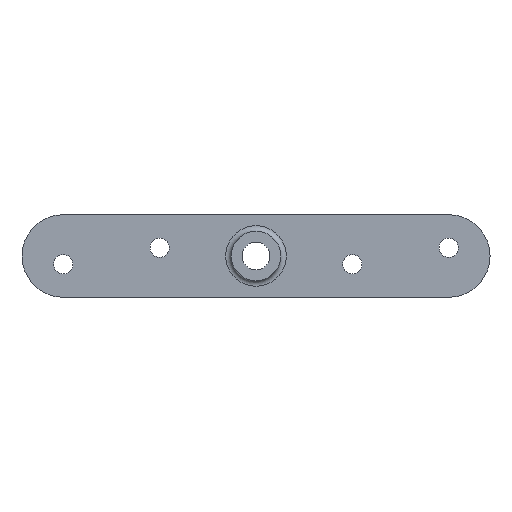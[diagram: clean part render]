
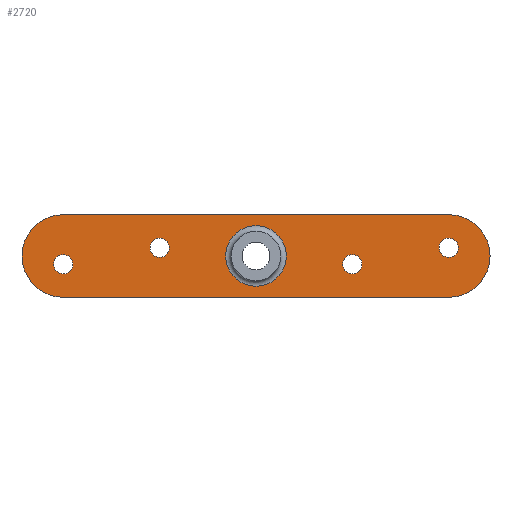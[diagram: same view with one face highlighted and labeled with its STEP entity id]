
A CAD part, top view. The second image highlights one B-rep face of the part: STEP entity #2720.
In plain terms, the highlighted planar face has unit normal (0, 0, 1).
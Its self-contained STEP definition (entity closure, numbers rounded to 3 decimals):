
#69=CIRCLE('',#2880,11.);
#71=CIRCLE('',#2884,15.);
#72=CIRCLE('',#2885,15.);
#73=CIRCLE('',#2886,3.5);
#74=CIRCLE('',#2887,3.5);
#75=CIRCLE('',#2888,3.5);
#76=CIRCLE('',#2889,3.5);
#77=CIRCLE('',#2890,3.5);
#78=CIRCLE('',#2891,3.5);
#79=CIRCLE('',#2892,3.5);
#80=CIRCLE('',#2893,3.5);
#104=FACE_BOUND('',#453,.T.);
#105=FACE_BOUND('',#454,.T.);
#106=FACE_BOUND('',#455,.T.);
#107=FACE_BOUND('',#456,.T.);
#108=FACE_BOUND('',#457,.T.);
#284=FACE_OUTER_BOUND('',#452,.T.);
#452=EDGE_LOOP('',(#2437,#2438,#2439,#2440));
#453=EDGE_LOOP('',(#2441,#2442));
#454=EDGE_LOOP('',(#2443,#2444));
#455=EDGE_LOOP('',(#2445,#2446));
#456=EDGE_LOOP('',(#2447,#2448));
#457=EDGE_LOOP('',(#2449));
#800=LINE('',#4792,#1063);
#801=LINE('',#4795,#1064);
#1063=VECTOR('',#3427,10.);
#1064=VECTOR('',#3430,10.);
#1318=VERTEX_POINT('',#4780);
#1320=VERTEX_POINT('',#4788);
#1321=VERTEX_POINT('',#4789);
#1322=VERTEX_POINT('',#4791);
#1323=VERTEX_POINT('',#4793);
#1324=VERTEX_POINT('',#4796);
#1325=VERTEX_POINT('',#4797);
#1326=VERTEX_POINT('',#4800);
#1327=VERTEX_POINT('',#4801);
#1328=VERTEX_POINT('',#4804);
#1329=VERTEX_POINT('',#4805);
#1330=VERTEX_POINT('',#4808);
#1331=VERTEX_POINT('',#4809);
#1696=EDGE_CURVE('',#1318,#1318,#69,.T.);
#1699=EDGE_CURVE('',#1320,#1321,#71,.T.);
#1700=EDGE_CURVE('',#1322,#1320,#800,.T.);
#1701=EDGE_CURVE('',#1323,#1322,#72,.T.);
#1702=EDGE_CURVE('',#1321,#1323,#801,.T.);
#1703=EDGE_CURVE('',#1324,#1325,#73,.T.);
#1704=EDGE_CURVE('',#1325,#1324,#74,.T.);
#1705=EDGE_CURVE('',#1326,#1327,#75,.T.);
#1706=EDGE_CURVE('',#1327,#1326,#76,.T.);
#1707=EDGE_CURVE('',#1328,#1329,#77,.T.);
#1708=EDGE_CURVE('',#1329,#1328,#78,.T.);
#1709=EDGE_CURVE('',#1330,#1331,#79,.T.);
#1710=EDGE_CURVE('',#1331,#1330,#80,.T.);
#2437=ORIENTED_EDGE('',*,*,#1699,.F.);
#2438=ORIENTED_EDGE('',*,*,#1700,.F.);
#2439=ORIENTED_EDGE('',*,*,#1701,.F.);
#2440=ORIENTED_EDGE('',*,*,#1702,.F.);
#2441=ORIENTED_EDGE('',*,*,#1703,.T.);
#2442=ORIENTED_EDGE('',*,*,#1704,.T.);
#2443=ORIENTED_EDGE('',*,*,#1705,.T.);
#2444=ORIENTED_EDGE('',*,*,#1706,.T.);
#2445=ORIENTED_EDGE('',*,*,#1707,.T.);
#2446=ORIENTED_EDGE('',*,*,#1708,.T.);
#2447=ORIENTED_EDGE('',*,*,#1709,.T.);
#2448=ORIENTED_EDGE('',*,*,#1710,.T.);
#2449=ORIENTED_EDGE('',*,*,#1696,.F.);
#2580=PLANE('',#2883);
#2720=ADVANCED_FACE('',(#284,#104,#105,#106,#107,#108),#2580,.T.);
#2880=AXIS2_PLACEMENT_3D('',#4782,#3416,#3417);
#2883=AXIS2_PLACEMENT_3D('',#4787,#3423,#3424);
#2884=AXIS2_PLACEMENT_3D('',#4790,#3425,#3426);
#2885=AXIS2_PLACEMENT_3D('',#4794,#3428,#3429);
#2886=AXIS2_PLACEMENT_3D('',#4798,#3431,#3432);
#2887=AXIS2_PLACEMENT_3D('',#4799,#3433,#3434);
#2888=AXIS2_PLACEMENT_3D('',#4802,#3435,#3436);
#2889=AXIS2_PLACEMENT_3D('',#4803,#3437,#3438);
#2890=AXIS2_PLACEMENT_3D('',#4806,#3439,#3440);
#2891=AXIS2_PLACEMENT_3D('',#4807,#3441,#3442);
#2892=AXIS2_PLACEMENT_3D('',#4810,#3443,#3444);
#2893=AXIS2_PLACEMENT_3D('',#4811,#3445,#3446);
#3416=DIRECTION('center_axis',(0.,0.,1.));
#3417=DIRECTION('ref_axis',(-1.,0.,0.));
#3423=DIRECTION('center_axis',(0.,0.,1.));
#3424=DIRECTION('ref_axis',(1.,0.,0.));
#3425=DIRECTION('center_axis',(0.,0.,-1.));
#3426=DIRECTION('ref_axis',(0.,1.,0.));
#3427=DIRECTION('',(1.,0.,0.));
#3428=DIRECTION('center_axis',(0.,0.,-1.));
#3429=DIRECTION('ref_axis',(0.,-1.,0.));
#3430=DIRECTION('',(-1.,0.,0.));
#3431=DIRECTION('center_axis',(0.,0.,-1.));
#3432=DIRECTION('ref_axis',(1.,0.,0.));
#3433=DIRECTION('center_axis',(0.,0.,-1.));
#3434=DIRECTION('ref_axis',(1.,0.,0.));
#3435=DIRECTION('center_axis',(0.,0.,-1.));
#3436=DIRECTION('ref_axis',(1.,0.,0.));
#3437=DIRECTION('center_axis',(0.,0.,-1.));
#3438=DIRECTION('ref_axis',(1.,0.,0.));
#3439=DIRECTION('center_axis',(0.,0.,-1.));
#3440=DIRECTION('ref_axis',(1.,0.,0.));
#3441=DIRECTION('center_axis',(0.,0.,-1.));
#3442=DIRECTION('ref_axis',(1.,0.,0.));
#3443=DIRECTION('center_axis',(0.,0.,-1.));
#3444=DIRECTION('ref_axis',(1.,0.,0.));
#3445=DIRECTION('center_axis',(0.,0.,-1.));
#3446=DIRECTION('ref_axis',(1.,0.,0.));
#4780=CARTESIAN_POINT('',(-4.914,16.429,4.));
#4782=CARTESIAN_POINT('Origin',(-15.914,16.429,4.));
#4787=CARTESIAN_POINT('Origin',(-15.914,16.429,4.));
#4788=CARTESIAN_POINT('',(54.086,31.429,4.));
#4789=CARTESIAN_POINT('',(54.086,1.429,4.));
#4790=CARTESIAN_POINT('Origin',(54.086,16.429,4.));
#4791=CARTESIAN_POINT('',(-85.914,31.429,4.));
#4792=CARTESIAN_POINT('',(-85.914,31.429,4.));
#4793=CARTESIAN_POINT('',(-85.914,1.429,4.));
#4794=CARTESIAN_POINT('Origin',(-85.914,16.429,4.));
#4795=CARTESIAN_POINT('',(54.086,1.429,4.));
#4796=CARTESIAN_POINT('',(57.586,19.429,4.));
#4797=CARTESIAN_POINT('',(50.586,19.429,4.));
#4798=CARTESIAN_POINT('Origin',(54.086,19.429,4.));
#4799=CARTESIAN_POINT('Origin',(54.086,19.429,4.));
#4800=CARTESIAN_POINT('',(-47.414,19.429,4.));
#4801=CARTESIAN_POINT('',(-54.414,19.429,4.));
#4802=CARTESIAN_POINT('Origin',(-50.914,19.429,4.));
#4803=CARTESIAN_POINT('Origin',(-50.914,19.429,4.));
#4804=CARTESIAN_POINT('',(-82.414,13.429,4.));
#4805=CARTESIAN_POINT('',(-89.414,13.429,4.));
#4806=CARTESIAN_POINT('Origin',(-85.914,13.429,4.));
#4807=CARTESIAN_POINT('Origin',(-85.914,13.429,4.));
#4808=CARTESIAN_POINT('',(22.586,13.429,4.));
#4809=CARTESIAN_POINT('',(15.586,13.429,4.));
#4810=CARTESIAN_POINT('Origin',(19.086,13.429,4.));
#4811=CARTESIAN_POINT('Origin',(19.086,13.429,4.));
